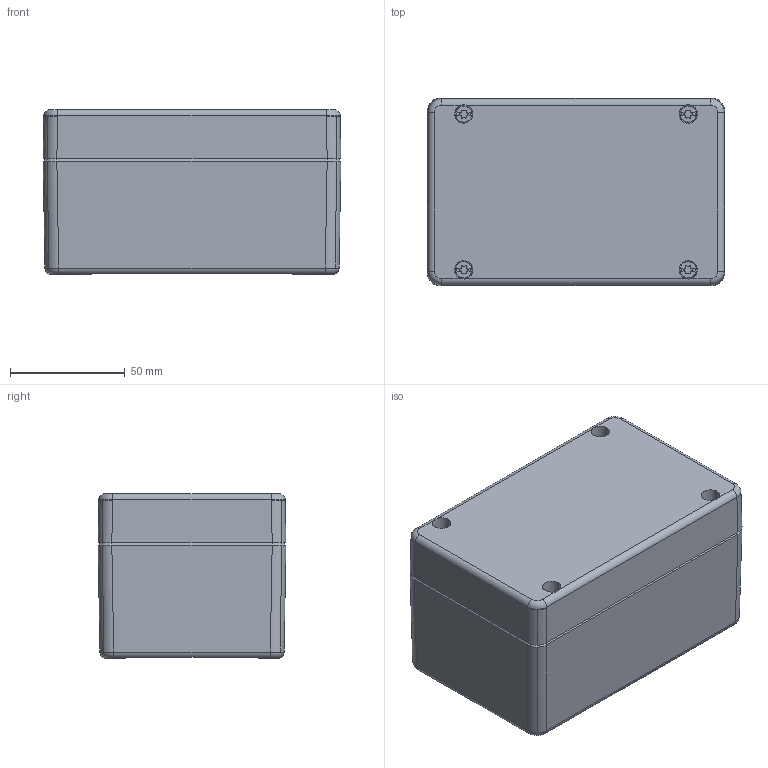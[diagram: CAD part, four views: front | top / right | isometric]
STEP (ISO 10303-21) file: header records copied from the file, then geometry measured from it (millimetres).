
FILE_DESCRIPTION(('CATIA V5R24 STEP','CAx-IF Rec.Pracs.--- Model Styling and Organization---1.2---2011-12-15'),'2;1');
FILE_NAME ('D1445884_1', '2018-03-01T09:19:26+00:00', ('Weidmueller Interface'), ('Weidmueller'), 'CATIA Version 5-6 Release 2014 SP4 HF52', 'CATIA V5 STEP AP214', 'none');
FILE_SCHEMA(('AUTOMOTIVE_DESIGN { 1 0 10303 214 1 1 1 1 }'));
Length unit declared in the file: millimetre
Products named in the file (1): 03929_ZUB_K4_GH
Bounding box: 130 x 82 x 72 mm (x, y, z)
Volume: 231428 mm3; surface area: 115353.5 mm2
Topology: 9 solids, 9 shells, 1089 faces, 2743 edges, 1730 vertices
Faces by surface type: cylinder 353, plane 335, cone 259, torus 80, bspline 62
Entity records: 33911 total; most frequent: CARTESIAN_POINT 8958, ORIENTED_EDGE 5486, DIRECTION 3909, EDGE_CURVE 2743, AXIS2_PLACEMENT_3D 1818, VERTEX_POINT 1730, VECTOR 1249, LINE 1249
